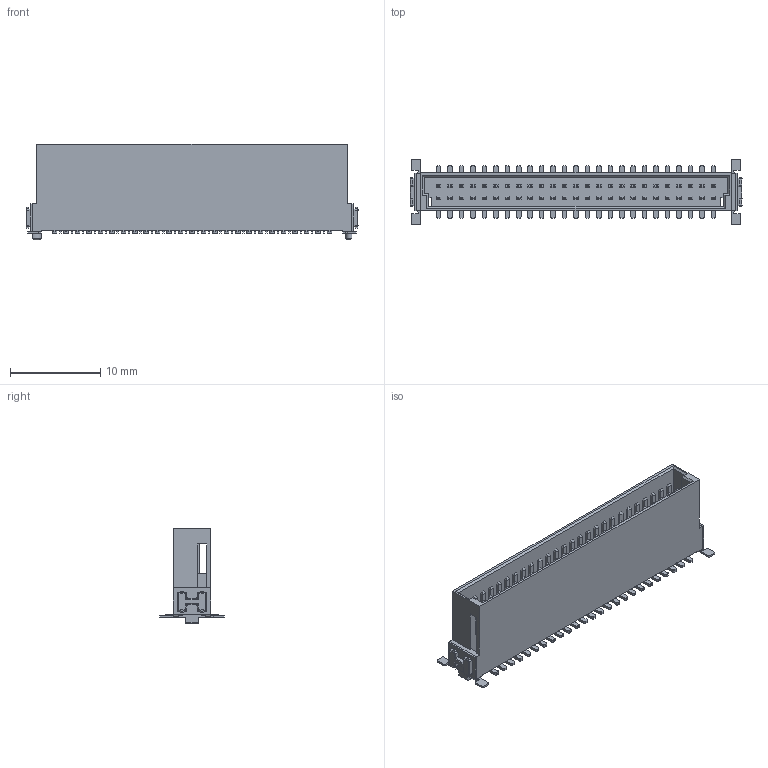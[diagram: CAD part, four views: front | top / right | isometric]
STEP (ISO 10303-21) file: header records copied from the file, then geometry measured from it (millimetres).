
FILE_DESCRIPTION(/* description */ (''),/* implementation_level */ '2;1');
FILE_NAME(/* name */ 'M55-7025042_asm.stp.iam.stp',/* time_stamp */ '2023-05-24T08:38:56+02:00',/* author */ ('mraoul'),/* organization */ (''),/* preprocessor_version */ 'ST-DEVELOPER v19.2',/* originating_system */ 'Autodesk Inventor 2024',/* authorisation */ '');
FILE_SCHEMA (('AUTOMOTIVE_DESIGN { 1 0 10303 214 3 1 1 }'));
Length unit declared in the file: millimetre
Products named in the file (5): M55-7025042_asm.stp; M55-7025042_ASM; M55-70250_MOULD; M55-702_CONTACT; M55-700_STRAP
Assembly tree (54 placements, depth 3):
  M55-7025042_asm.stp
    M55-7025042_ASM
      M55-70250_MOULD
      M55-702_CONTACT  x50
      M55-700_STRAP  x2
Bounding box: 36.83 x 7.2 x 10.6 mm (x, y, z)
Volume: 921.6 mm3; surface area: 3051.5 mm2
Topology: 53 solids, 53 shells, 3150 faces, 8277 edges, 5152 vertices
Faces by surface type: plane 2060, cylinder 871, bspline 200, cone 19
Entity records: 28772 total; most frequent: CARTESIAN_POINT 5160, ORIENTED_EDGE 4938, DIRECTION 4489, EDGE_CURVE 2469, LINE 2315, VECTOR 2315, VERTEX_POINT 1610, AXIS2_PLACEMENT_3D 1087
